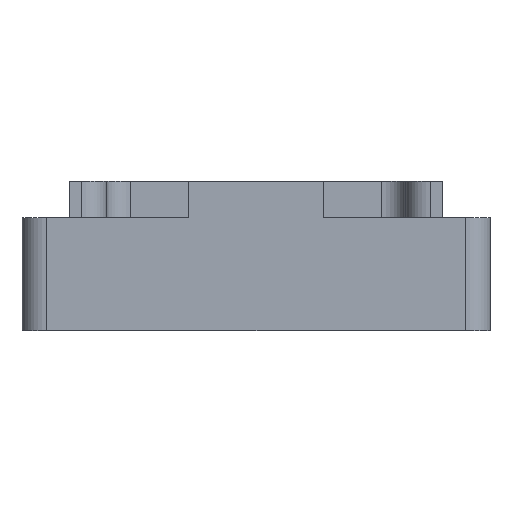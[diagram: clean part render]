
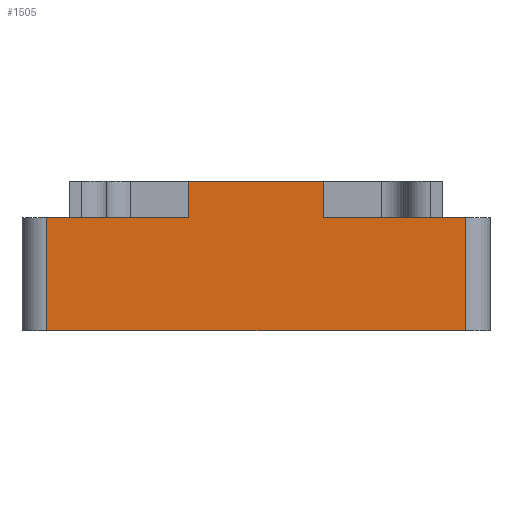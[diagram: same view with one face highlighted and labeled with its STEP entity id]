
A CAD part, left-side view. The second image highlights one B-rep face of the part: STEP entity #1505.
In plain terms, the highlighted face is planar.
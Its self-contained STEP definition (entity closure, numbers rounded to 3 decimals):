
#3 = LINE ( 'NONE', #1490, #1473 ) ;
#16 = DIRECTION ( 'NONE',  ( -1., 0., 0. ) ) ;
#20 = LINE ( 'NONE', #935, #69 ) ;
#31 = CARTESIAN_POINT ( 'NONE',  ( 7., 5.5, 25.5 ) ) ;
#66 = CARTESIAN_POINT ( 'NONE',  ( 7., -5.5, 25.5 ) ) ;
#67 = CARTESIAN_POINT ( 'NONE',  ( 4., 17.05, 25.5 ) ) ;
#69 = VECTOR ( 'NONE', #790, 1000. ) ;
#101 = VECTOR ( 'NONE', #1437, 1000. ) ;
#111 = CARTESIAN_POINT ( 'NONE',  ( -4., 17.05, 25.5 ) ) ;
#113 = DIRECTION ( 'NONE',  ( -1., 0., 0. ) ) ;
#140 = CARTESIAN_POINT ( 'NONE',  ( 4., 5.5, 25.5 ) ) ;
#151 = CARTESIAN_POINT ( 'NONE',  ( 4., -15.2, 25.5 ) ) ;
#152 = EDGE_CURVE ( 'NONE', #984, #1429, #3, .T. ) ;
#169 = CARTESIAN_POINT ( 'NONE',  ( 7., 5.5, 25.5 ) ) ;
#178 = CARTESIAN_POINT ( 'NONE',  ( -5.2, 17.05, 25.5 ) ) ;
#202 = CARTESIAN_POINT ( 'NONE',  ( -5.2, -17.05, 25.5 ) ) ;
#250 = AXIS2_PLACEMENT_3D ( 'NONE', #1574, #1435, #1424 ) ;
#253 = LINE ( 'NONE', #66, #881 ) ;
#278 = LINE ( 'NONE', #31, #309 ) ;
#309 = VECTOR ( 'NONE', #1011, 1000. ) ;
#347 = LINE ( 'NONE', #1691, #101 ) ;
#356 = EDGE_LOOP ( 'NONE', ( #711, #1008, #459, #1606, #1508, #1351, #1067, #1633 ) ) ;
#392 = LINE ( 'NONE', #111, #411 ) ;
#411 = VECTOR ( 'NONE', #113, 1000. ) ;
#459 = ORIENTED_EDGE ( 'NONE', *, *, #1044, .F. ) ;
#461 = DIRECTION ( 'NONE',  ( 0., -1., 0. ) ) ;
#495 = CARTESIAN_POINT ( 'NONE',  ( 7., 5.5, 25.5 ) ) ;
#524 = FACE_OUTER_BOUND ( 'NONE', #356, .T. ) ;
#579 = DIRECTION ( 'NONE',  ( 0., -1., 0. ) ) ;
#619 = VECTOR ( 'NONE', #1773, 1000. ) ;
#640 = LINE ( 'NONE', #151, #619 ) ;
#707 = CARTESIAN_POINT ( 'NONE',  ( 4., -5.5, 25.5 ) ) ;
#711 = ORIENTED_EDGE ( 'NONE', *, *, #152, .F. ) ;
#714 = VERTEX_POINT ( 'NONE', #707 ) ;
#774 = VECTOR ( 'NONE', #579, 1000. ) ;
#775 = LINE ( 'NONE', #495, #774 ) ;
#783 = CARTESIAN_POINT ( 'NONE',  ( 7., -5.5, 25.5 ) ) ;
#790 = DIRECTION ( 'NONE',  ( 1., 0., 0. ) ) ;
#881 = VECTOR ( 'NONE', #16, 1000. ) ;
#923 = VERTEX_POINT ( 'NONE', #202 ) ;
#935 = CARTESIAN_POINT ( 'NONE',  ( 4., -17.05, 25.5 ) ) ;
#940 = EDGE_CURVE ( 'NONE', #984, #1099, #392, .T. ) ;
#984 = VERTEX_POINT ( 'NONE', #67 ) ;
#999 = VERTEX_POINT ( 'NONE', #1682 ) ;
#1008 = ORIENTED_EDGE ( 'NONE', *, *, #940, .T. ) ;
#1011 = DIRECTION ( 'NONE',  ( -1., 0., 0. ) ) ;
#1044 = EDGE_CURVE ( 'NONE', #923, #1099, #347, .T. ) ;
#1067 = ORIENTED_EDGE ( 'NONE', *, *, #1320, .F. ) ;
#1099 = VERTEX_POINT ( 'NONE', #178 ) ;
#1106 = VERTEX_POINT ( 'NONE', #169 ) ;
#1118 = EDGE_CURVE ( 'NONE', #1106, #1429, #278, .T. ) ;
#1132 = EDGE_CURVE ( 'NONE', #923, #999, #20, .T. ) ;
#1222 = EDGE_CURVE ( 'NONE', #1531, #714, #253, .T. ) ;
#1320 = EDGE_CURVE ( 'NONE', #1106, #1531, #775, .T. ) ;
#1351 = ORIENTED_EDGE ( 'NONE', *, *, #1222, .F. ) ;
#1424 = DIRECTION ( 'NONE',  ( -1., 0., 0. ) ) ;
#1429 = VERTEX_POINT ( 'NONE', #140 ) ;
#1435 = DIRECTION ( 'NONE',  ( 0., 0., -1. ) ) ;
#1437 = DIRECTION ( 'NONE',  ( 0., 1., 0. ) ) ;
#1446 = EDGE_CURVE ( 'NONE', #714, #999, #640, .T. ) ;
#1462 = PLANE ( 'NONE',  #250 ) ;
#1473 = VECTOR ( 'NONE', #461, 1000. ) ;
#1490 = CARTESIAN_POINT ( 'NONE',  ( 4., -15.2, 25.5 ) ) ;
#1505 = ADVANCED_FACE ( 'NONE', ( #524 ), #1462, .F. ) ;
#1508 = ORIENTED_EDGE ( 'NONE', *, *, #1446, .F. ) ;
#1531 = VERTEX_POINT ( 'NONE', #783 ) ;
#1574 = CARTESIAN_POINT ( 'NONE',  ( 4., -15.2, 25.5 ) ) ;
#1606 = ORIENTED_EDGE ( 'NONE', *, *, #1132, .T. ) ;
#1633 = ORIENTED_EDGE ( 'NONE', *, *, #1118, .T. ) ;
#1682 = CARTESIAN_POINT ( 'NONE',  ( 4., -17.05, 25.5 ) ) ;
#1691 = CARTESIAN_POINT ( 'NONE',  ( -5.2, -17.05, 25.5 ) ) ;
#1773 = DIRECTION ( 'NONE',  ( 0., -1., 0. ) ) ;
